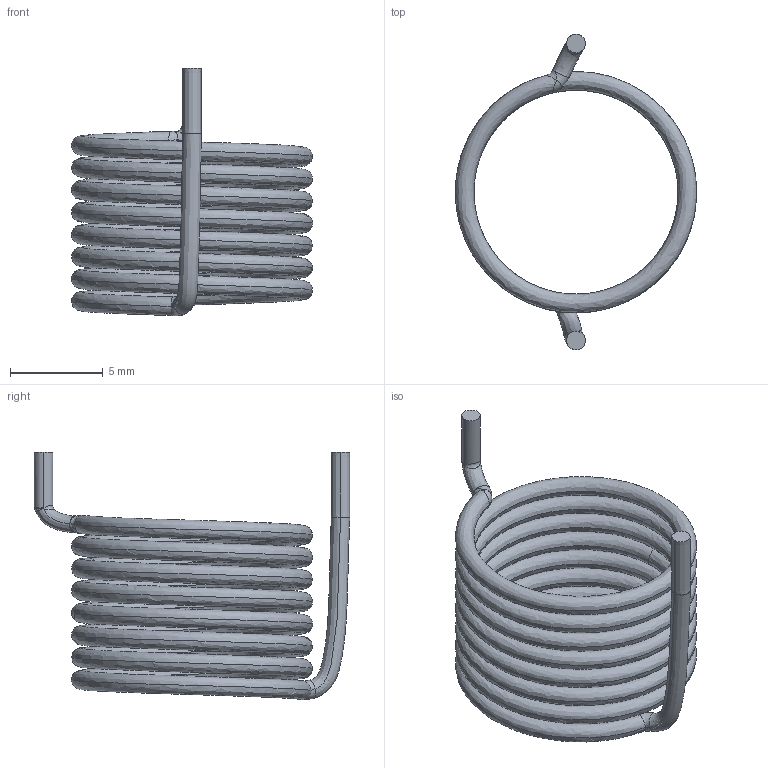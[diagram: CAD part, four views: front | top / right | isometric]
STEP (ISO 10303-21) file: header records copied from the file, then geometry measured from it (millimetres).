
FILE_DESCRIPTION(('FreeCAD Model'),'2;1');
FILE_NAME('coil.stp','2021-10-10T14:08:33',( 'Author'),(''),'Open CASCADE STEP processor 7.3','FreeCAD','Unknown' );
FILE_SCHEMA(('AUTOMOTIVE_DESIGN { 1 0 10303 214 1 1 1 1 }'));
Length unit declared in the file: millimetre
Products named in the file (1): COIL
Bounding box: 13 x 17 x 13.32 mm (x, y, z)
Volume: 235.7 mm3; surface area: 945.8 mm2
Topology: 1 solids, 1 shells, 33 faces, 73 edges, 42 vertices
Faces by surface type: bspline 25, plane 4, cylinder 2, extrusion 2
Entity records: 17632 total; most frequent: CARTESIAN_POINT 17088, ORIENTED_EDGE 146, EDGE_CURVE 73, B_SPLINE_CURVE_WITH_KNOTS 61, VERTEX_POINT 42, DIRECTION 39, ADVANCED_FACE 33, FACE_BOUND 33
